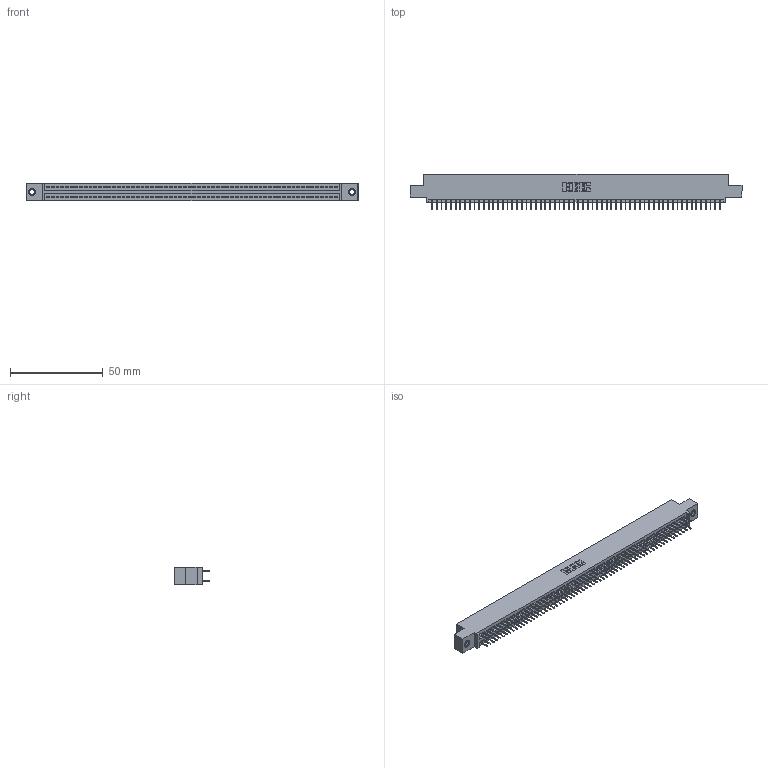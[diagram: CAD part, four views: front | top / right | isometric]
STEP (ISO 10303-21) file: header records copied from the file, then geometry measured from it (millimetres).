
FILE_DESCRIPTION (( 'STEP AP203' ), '1' );
FILE_NAME ('395-124-524-507.STEP', '2018-12-03T22:54:48', ( '' ), ( '' ), 'SwSTEP 2.0', 'SolidWorks 2016', '' );
FILE_SCHEMA (( 'CONFIG_CONTROL_DESIGN' ));
Length unit declared in the file: inch
Products named in the file (4): 345 Part_0.110 Offset - 0.156 Dia-TI; 395-124-524-507; 345-250-001_345-250-005-103; 345-292-001_345-293-124
Assembly tree (127 placements, depth 2):
  395-124-524-507
    345 Part_0.110 Offset - 0.156 Dia-TI
    345-292-001_345-293-124  x124
    345-250-001_345-250-005-103  x2
Bounding box: 178.69 x 19.35 x 9.4 mm (x, y, z)
Volume: 17269.1 mm3; surface area: 25539.4 mm2
Topology: 127 solids, 127 shells, 6886 faces, 19461 edges, 12470 vertices
Faces by surface type: plane 4952, cylinder 1918, cone 12, torus 4
Entity records: 47346 total; most frequent: CARTESIAN_POINT 7899, ORIENTED_EDGE 7826, DIRECTION 6967, EDGE_CURVE 3913, LINE 3517, VECTOR 3517, VERTEX_POINT 2600, AXIS2_PLACEMENT_3D 1725
